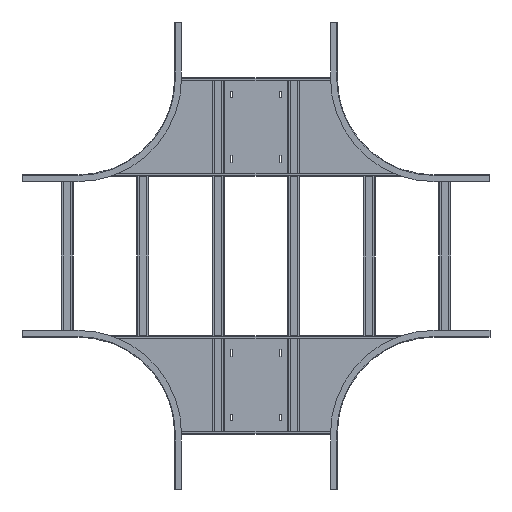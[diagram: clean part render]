
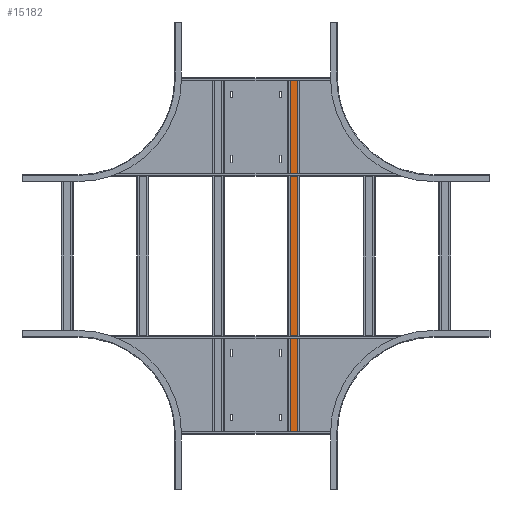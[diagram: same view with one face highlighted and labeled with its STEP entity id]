
A CAD part, front view. The second image highlights one B-rep face of the part: STEP entity #15182.
In plain terms, the highlighted planar face has unit normal (0, -1, 0).
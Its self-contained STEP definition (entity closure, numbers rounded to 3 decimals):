
#1027 = CARTESIAN_POINT ( 'NONE',  ( 98.16, -1.2, 797.4 ) ) ;
#1035 = DIRECTION ( 'NONE',  ( 1., 0., 0. ) ) ;
#1038 = CARTESIAN_POINT ( 'NONE',  ( 134.16, -1.2, 797.4 ) ) ;
#1040 = DIRECTION ( 'NONE',  ( 0., 0., 1. ) ) ;
#1051 = CARTESIAN_POINT ( 'NONE',  ( 99.16, -1.2, -298. ) ) ;
#1063 = DIRECTION ( 'NONE',  ( 0., 0., -1. ) ) ;
#1780 = LINE ( 'NONE', #1027, #1787 ) ;
#1787 = VECTOR ( 'NONE', #1035, 1000. ) ;
#1788 = LINE ( 'NONE', #1038, #1791 ) ;
#1791 = VECTOR ( 'NONE', #1040, 1000. ) ;
#1806 = LINE ( 'NONE', #1051, #1815 ) ;
#1815 = VECTOR ( 'NONE', #1063, 1000. ) ;
#2001 = FACE_OUTER_BOUND ( 'NONE', #4160, .T. ) ;
#3828 = VERTEX_POINT ( 'NONE', #4869 ) ;
#3833 = VERTEX_POINT ( 'NONE', #4872 ) ;
#3843 = VERTEX_POINT ( 'NONE', #4877 ) ;
#3848 = VERTEX_POINT ( 'NONE', #4880 ) ;
#4160 = EDGE_LOOP ( 'NONE', ( #8591, #8590, #8589, #8588 ) ) ;
#4869 = CARTESIAN_POINT ( 'NONE',  ( 134.16, -1.2, -298. ) ) ;
#4872 = CARTESIAN_POINT ( 'NONE',  ( 134.16, -1.2, 797.4 ) ) ;
#4877 = CARTESIAN_POINT ( 'NONE',  ( 99.16, -1.2, 797.4 ) ) ;
#4880 = CARTESIAN_POINT ( 'NONE',  ( 99.16, -1.2, -298. ) ) ;
#8588 = ORIENTED_EDGE ( 'NONE', *, *, #14981, .F. ) ;
#8589 = ORIENTED_EDGE ( 'NONE', *, *, #14983, .T. ) ;
#8590 = ORIENTED_EDGE ( 'NONE', *, *, #13078, .F. ) ;
#8591 = ORIENTED_EDGE ( 'NONE', *, *, #14995, .T. ) ;
#9892 = AXIS2_PLACEMENT_3D ( 'NONE', #13700, #13710, #13711 ) ;
#12593 = LINE ( 'NONE', #14654, #12598 ) ;
#12598 = VECTOR ( 'NONE', #14661, 1000. ) ;
#13078 = EDGE_CURVE ( 'NONE', #3828, #3848, #12593, .T. ) ;
#13700 = CARTESIAN_POINT ( 'NONE',  ( 98.16, -1.2, 797.4 ) ) ;
#13708 = PLANE ( 'NONE',  #9892 ) ;
#13710 = DIRECTION ( 'NONE',  ( 0., 1., 0. ) ) ;
#13711 = DIRECTION ( 'NONE',  ( 0., 0., 1. ) ) ;
#14654 = CARTESIAN_POINT ( 'NONE',  ( 98.16, -1.2, -298. ) ) ;
#14661 = DIRECTION ( 'NONE',  ( -1., 0., 0. ) ) ;
#14981 = EDGE_CURVE ( 'NONE', #3843, #3833, #1780, .T. ) ;
#14983 = EDGE_CURVE ( 'NONE', #3828, #3833, #1788, .T. ) ;
#14995 = EDGE_CURVE ( 'NONE', #3843, #3848, #1806, .T. ) ;
#15182 = ADVANCED_FACE ( 'NONE', ( #2001 ), #13708, .F. ) ;
